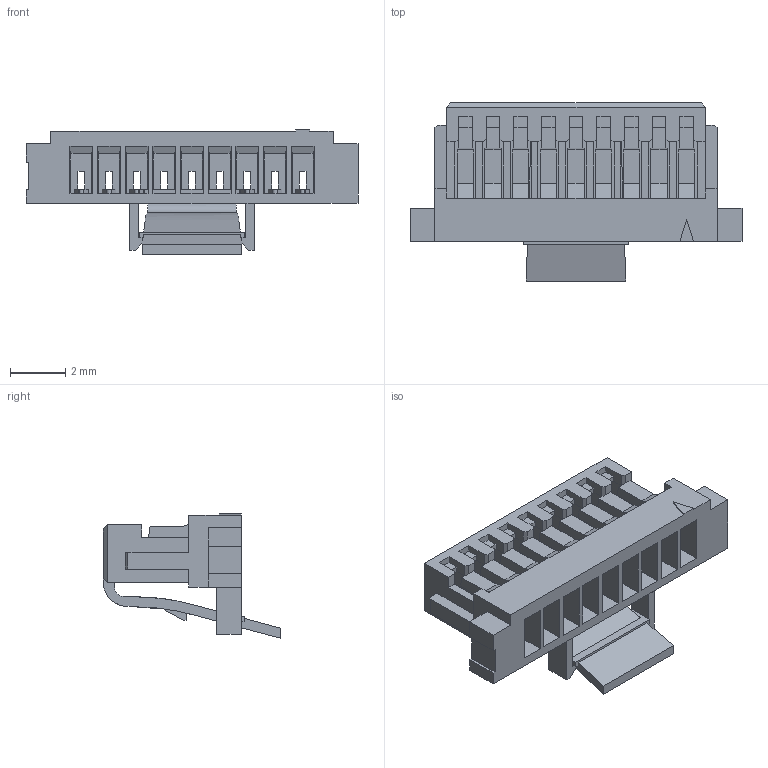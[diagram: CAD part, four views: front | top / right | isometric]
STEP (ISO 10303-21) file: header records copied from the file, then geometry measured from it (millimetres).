
FILE_DESCRIPTION(/* description */ ('STEP AP203'),/* implementation_level */ '2;1');
FILE_NAME(/* name */ 'ISS1-09-L',/* time_stamp */ '2023-07-28T22:43:22+02:00',/* author */ ('License CC BY-ND 4.0'),/* organization */ ('CADENAS'),/* preprocessor_version */ 'ST-DEVELOPER v19.3',/* originating_system */ 'PARTsolutions',/* authorisation */ ' ');
FILE_SCHEMA (('CONFIG_CONTROL_DESIGN'));
Length unit declared in the file: millimetre
Products named in the file (3): ISS1-09-L; ISS1-09-L-latch; ISS1-09-Lbody
Assembly tree (2 placements, depth 2):
  ISS1-09-L
    ISS1-09-L-latch
    ISS1-09-Lbody
Bounding box: 12 x 6.43 x 4.5 mm (x, y, z)
Volume: 73 mm3; surface area: 491 mm2
Topology: 2 solids, 2 shells, 434 faces, 1293 edges, 846 vertices
Faces by surface type: plane 419, cylinder 15
Entity records: 14372 total; most frequent: ORIENTED_EDGE 2586, CARTESIAN_POINT 2576, DIRECTION 2199, EDGE_CURVE 1293, LINE 1261, VECTOR 1261, VERTEX_POINT 846, AXIS2_PLACEMENT_3D 469
